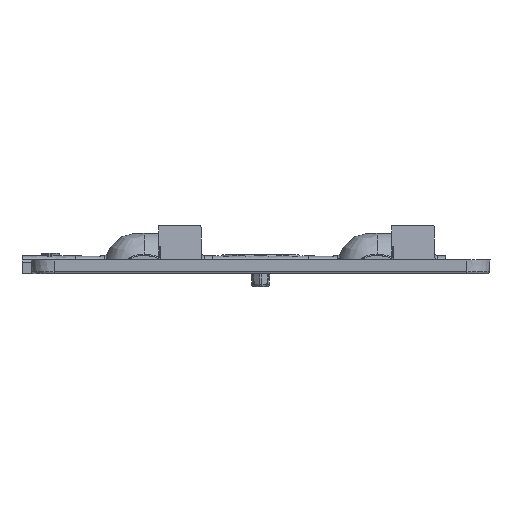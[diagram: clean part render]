
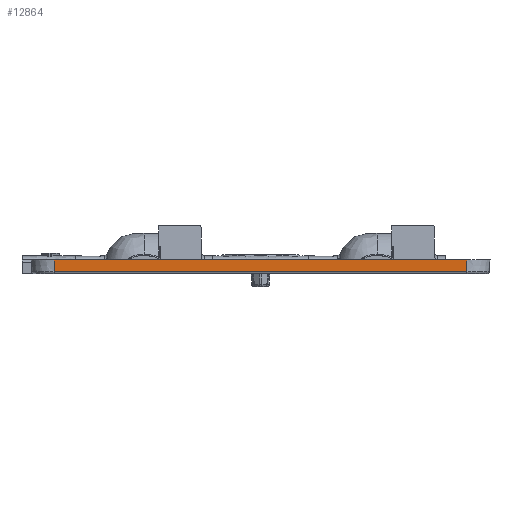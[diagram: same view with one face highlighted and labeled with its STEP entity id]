
A CAD part, left-side view. The second image highlights one B-rep face of the part: STEP entity #12864.
In plain terms, the highlighted planar face has unit normal (-0.999, 0, -0.035).
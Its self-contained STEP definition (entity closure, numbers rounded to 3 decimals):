
#43 = CARTESIAN_POINT ( 'NONE',  ( -37.5, -22.5, 1.2 ) ) ;
#149 = CARTESIAN_POINT ( 'NONE',  ( -37.467, -22.5, 0.241 ) ) ;
#755 = CARTESIAN_POINT ( 'NONE',  ( -37.467, 22.5, 0.241 ) ) ;
#963 = DIRECTION ( 'NONE',  ( 0., -1., 0. ) ) ;
#1598 = ORIENTED_EDGE ( 'NONE', *, *, #4530, .T. ) ;
#2643 = CARTESIAN_POINT ( 'NONE',  ( -37.5, 22.5, 1.2 ) ) ;
#4215 = LINE ( 'NONE', #2643, #16036 ) ;
#4530 = EDGE_CURVE ( 'NONE', #26694, #14159, #15526, .T. ) ;
#10011 = DIRECTION ( 'NONE',  ( 0., -1., 0. ) ) ;
#10155 = ORIENTED_EDGE ( 'NONE', *, *, #32790, .T. ) ;
#12864 = ADVANCED_FACE ( 'NONE', ( #14402 ), #22503, .T. ) ;
#13967 = CARTESIAN_POINT ( 'NONE',  ( -37.51, 0., 1.5 ) ) ;
#14159 = VERTEX_POINT ( 'NONE', #27081 ) ;
#14402 = FACE_OUTER_BOUND ( 'NONE', #38283, .T. ) ;
#14674 = CARTESIAN_POINT ( 'NONE',  ( -37.5, 0., 1.2 ) ) ;
#15202 = VECTOR ( 'NONE', #10011, 1000. ) ;
#15526 = LINE ( 'NONE', #43, #26021 ) ;
#16036 = VECTOR ( 'NONE', #30387, 1000. ) ;
#16427 = LINE ( 'NONE', #13967, #15202 ) ;
#18795 = VECTOR ( 'NONE', #963, 1000. ) ;
#22503 = PLANE ( 'NONE',  #47141 ) ;
#22553 = CARTESIAN_POINT ( 'NONE',  ( -37.51, 22.5, 1.5 ) ) ;
#24692 = CARTESIAN_POINT ( 'NONE',  ( -37.467, 0., 0.241 ) ) ;
#26021 = VECTOR ( 'NONE', #39500, 1000. ) ;
#26606 = DIRECTION ( 'NONE',  ( -0.035, 0., 0.999 ) ) ;
#26694 = VERTEX_POINT ( 'NONE', #149 ) ;
#27081 = CARTESIAN_POINT ( 'NONE',  ( -37.51, -22.5, 1.5 ) ) ;
#28909 = VERTEX_POINT ( 'NONE', #755 ) ;
#30387 = DIRECTION ( 'NONE',  ( 0.035, 0., -0.999 ) ) ;
#30505 = VERTEX_POINT ( 'NONE', #22553 ) ;
#32790 = EDGE_CURVE ( 'NONE', #28909, #26694, #49077, .T. ) ;
#37302 = EDGE_CURVE ( 'NONE', #30505, #28909, #4215, .T. ) ;
#38283 = EDGE_LOOP ( 'NONE', ( #42864, #10155, #1598, #49829 ) ) ;
#39500 = DIRECTION ( 'NONE',  ( -0.035, 0., 0.999 ) ) ;
#42834 = EDGE_CURVE ( 'NONE', #30505, #14159, #16427, .T. ) ;
#42864 = ORIENTED_EDGE ( 'NONE', *, *, #37302, .T. ) ;
#47141 = AXIS2_PLACEMENT_3D ( 'NONE', #14674, #50329, #26606 ) ;
#49077 = LINE ( 'NONE', #24692, #18795 ) ;
#49829 = ORIENTED_EDGE ( 'NONE', *, *, #42834, .F. ) ;
#50329 = DIRECTION ( 'NONE',  ( -0.999, 0., -0.035 ) ) ;
